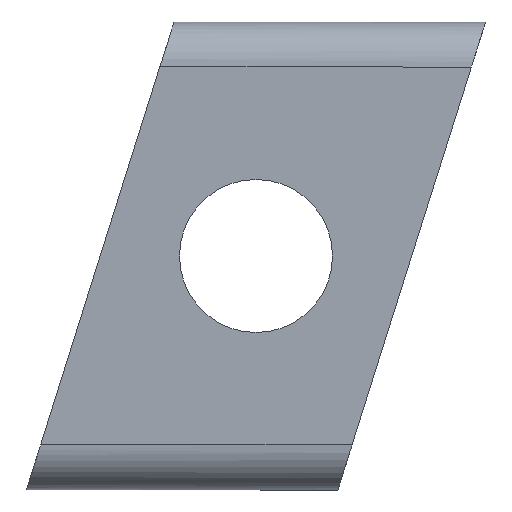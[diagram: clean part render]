
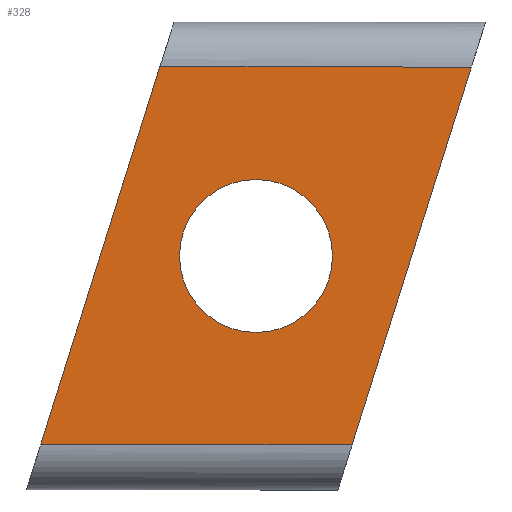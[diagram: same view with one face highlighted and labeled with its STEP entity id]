
A CAD part, front view. The second image highlights one B-rep face of the part: STEP entity #328.
In plain terms, the highlighted planar face has unit normal (0, -1, 0).
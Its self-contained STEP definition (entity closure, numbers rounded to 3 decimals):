
#13 = VERTEX_POINT ( 'NONE', #176 ) ;
#24 = CIRCLE ( 'NONE', #276, 4.25 ) ;
#26 = EDGE_LOOP ( 'NONE', ( #98, #90 ) ) ;
#31 = EDGE_LOOP ( 'NONE', ( #49, #187, #182, #183 ) ) ;
#37 = LINE ( 'NONE', #151, #143 ) ;
#45 = VECTOR ( 'NONE', #82, 1000. ) ;
#48 = CIRCLE ( 'NONE', #323, 4.25 ) ;
#49 = ORIENTED_EDGE ( 'NONE', *, *, #289, .F. ) ;
#72 = CARTESIAN_POINT ( 'NONE',  ( 0., 0., -10.5 ) ) ;
#76 = EDGE_CURVE ( 'NONE', #155, #13, #48, .T. ) ;
#78 = CARTESIAN_POINT ( 'NONE',  ( 5.34, 0., -10.5 ) ) ;
#80 = EDGE_CURVE ( 'NONE', #376, #197, #237, .T. ) ;
#82 = DIRECTION ( 'NONE',  ( 1., 0., 0. ) ) ;
#90 = ORIENTED_EDGE ( 'NONE', *, *, #76, .T. ) ;
#93 = CARTESIAN_POINT ( 'NONE',  ( -5.34, 0., 10.5 ) ) ;
#98 = ORIENTED_EDGE ( 'NONE', *, *, #369, .T. ) ;
#113 = VERTEX_POINT ( 'NONE', #78 ) ;
#124 = CARTESIAN_POINT ( 'NONE',  ( 11.961, 0., 10.5 ) ) ;
#134 = CARTESIAN_POINT ( 'NONE',  ( 0., 0., -4.25 ) ) ;
#143 = VECTOR ( 'NONE', #169, 1000. ) ;
#151 = CARTESIAN_POINT ( 'NONE',  ( 4.551, 0., -13. ) ) ;
#155 = VERTEX_POINT ( 'NONE', #134 ) ;
#169 = DIRECTION ( 'NONE',  ( -0.301, 0., -0.954 ) ) ;
#176 = CARTESIAN_POINT ( 'NONE',  ( 0., 0., 4.25 ) ) ;
#181 = EDGE_CURVE ( 'NONE', #376, #113, #245, .T. ) ;
#182 = ORIENTED_EDGE ( 'NONE', *, *, #80, .F. ) ;
#183 = ORIENTED_EDGE ( 'NONE', *, *, #181, .T. ) ;
#187 = ORIENTED_EDGE ( 'NONE', *, *, #414, .T. ) ;
#190 = VERTEX_POINT ( 'NONE', #124 ) ;
#197 = VERTEX_POINT ( 'NONE', #93 ) ;
#237 = LINE ( 'NONE', #342, #385 ) ;
#245 = LINE ( 'NONE', #72, #45 ) ;
#255 = LINE ( 'NONE', #373, #330 ) ;
#256 = DIRECTION ( 'NONE',  ( 0.301, 0., 0.954 ) ) ;
#257 = FACE_BOUND ( 'NONE', #26, .T. ) ;
#258 = AXIS2_PLACEMENT_3D ( 'NONE', #318, #317, #324 ) ;
#276 = AXIS2_PLACEMENT_3D ( 'NONE', #366, #367, #368 ) ;
#289 = EDGE_CURVE ( 'NONE', #190, #113, #37, .T. ) ;
#315 = DIRECTION ( 'NONE',  ( 0., 0., 1. ) ) ;
#317 = DIRECTION ( 'NONE',  ( 0., 1., 0. ) ) ;
#318 = CARTESIAN_POINT ( 'NONE',  ( 0., 0., 0. ) ) ;
#320 = PLANE ( 'NONE',  #258 ) ;
#322 = DIRECTION ( 'NONE',  ( 0., 1., 0. ) ) ;
#323 = AXIS2_PLACEMENT_3D ( 'NONE', #334, #322, #315 ) ;
#324 = DIRECTION ( 'NONE',  ( 0., 0., 1. ) ) ;
#328 = ADVANCED_FACE ( 'NONE', ( #257, #379 ), #320, .F. ) ;
#330 = VECTOR ( 'NONE', #384, 1000. ) ;
#334 = CARTESIAN_POINT ( 'NONE',  ( 0., 0., 0. ) ) ;
#342 = CARTESIAN_POINT ( 'NONE',  ( -12.749, 0., -13. ) ) ;
#359 = CARTESIAN_POINT ( 'NONE',  ( -11.961, 0., -10.5 ) ) ;
#366 = CARTESIAN_POINT ( 'NONE',  ( 0., 0., 0. ) ) ;
#367 = DIRECTION ( 'NONE',  ( 0., 1., 0. ) ) ;
#368 = DIRECTION ( 'NONE',  ( 0., 0., 1. ) ) ;
#369 = EDGE_CURVE ( 'NONE', #13, #155, #24, .T. ) ;
#373 = CARTESIAN_POINT ( 'NONE',  ( 0., 0., 10.5 ) ) ;
#376 = VERTEX_POINT ( 'NONE', #359 ) ;
#379 = FACE_OUTER_BOUND ( 'NONE', #31, .T. ) ;
#384 = DIRECTION ( 'NONE',  ( -1., 0., 0. ) ) ;
#385 = VECTOR ( 'NONE', #256, 1000. ) ;
#414 = EDGE_CURVE ( 'NONE', #190, #197, #255, .T. ) ;
